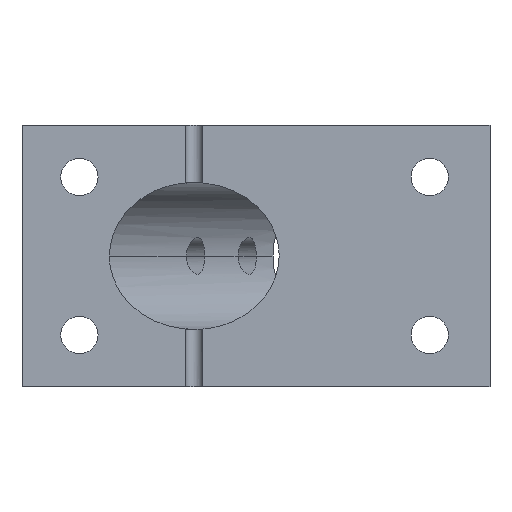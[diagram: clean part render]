
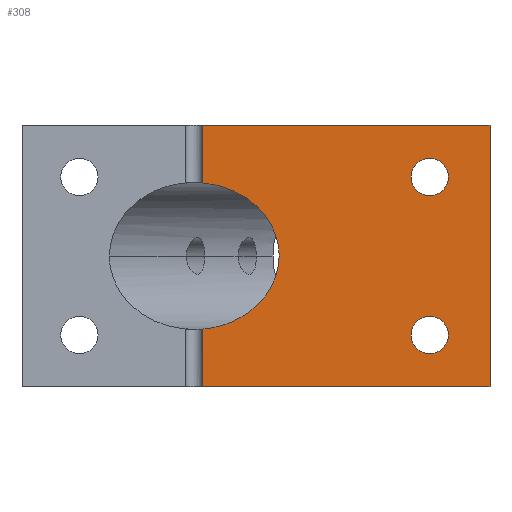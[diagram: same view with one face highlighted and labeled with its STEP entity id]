
A CAD part, front view. The second image highlights one B-rep face of the part: STEP entity #308.
In plain terms, the highlighted planar face has unit normal (0, -1, 0).
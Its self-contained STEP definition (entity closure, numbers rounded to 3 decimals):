
#22 = FACE_BOUND ( 'NONE', #1627, .T. ) ;
#25 = AXIS2_PLACEMENT_3D ( 'NONE', #666, #658, #675 ) ;
#37 = VECTOR ( 'NONE', #887, 1000. ) ;
#59 = AXIS2_PLACEMENT_3D ( 'NONE', #969, #1150, #961 ) ;
#61 = FACE_BOUND ( 'NONE', #1628, .T. ) ;
#79 = AXIS2_PLACEMENT_3D ( 'NONE', #627, #635, #454 ) ;
#87 = AXIS2_PLACEMENT_3D ( 'NONE', #893, #957, #955 ) ;
#142 = VECTOR ( 'NONE', #424, 1000. ) ;
#154 = VECTOR ( 'NONE', #821, 1000. ) ;
#157 = VECTOR ( 'NONE', #1510, 1000. ) ;
#158 = FACE_OUTER_BOUND ( 'NONE', #1625, .T. ) ;
#161 = VECTOR ( 'NONE', #377, 1000. ) ;
#171 = AXIS2_PLACEMENT_3D ( 'NONE', #622, #621, #620 ) ;
#211 =( BOUNDED_CURVE ( )  B_SPLINE_CURVE ( 3, ( #1135, #1098, #1054, #1128 ),
 .UNSPECIFIED., .F., .T. ) 
 B_SPLINE_CURVE_WITH_KNOTS ( ( 4, 4 ),
 ( 0., 1.469 ),
 .UNSPECIFIED. ) 
 CURVE ( )  GEOMETRIC_REPRESENTATION_ITEM ( )  RATIONAL_B_SPLINE_CURVE ( ( 1., 0.828, 0.828, 1. ) ) 
 REPRESENTATION_ITEM ( '' )  );
#213 =( BOUNDED_CURVE ( )  B_SPLINE_CURVE ( 3, ( #1039, #1034, #994, #911 ),
 .UNSPECIFIED., .F., .F. ) 
 B_SPLINE_CURVE_WITH_KNOTS ( ( 4, 4 ),
 ( 4.814, 6.283 ),
 .UNSPECIFIED. ) 
 CURVE ( )  GEOMETRIC_REPRESENTATION_ITEM ( )  RATIONAL_B_SPLINE_CURVE ( ( 1., 0.828, 0.828, 1. ) ) 
 REPRESENTATION_ITEM ( '' )  );
#229 = EDGE_CURVE ( 'NONE', #1535, #1585, #1511, .T. ) ;
#248 = EDGE_CURVE ( 'NONE', #1518, #1475, #213, .T. ) ;
#258 = EDGE_CURVE ( 'NONE', #1475, #1485, #211, .T. ) ;
#263 = EDGE_CURVE ( 'NONE', #1462, #1596, #1343, .T. ) ;
#264 = EDGE_CURVE ( 'NONE', #1473, #1469, #1347, .T. ) ;
#266 = EDGE_CURVE ( 'NONE', #1479, #1535, #818, .T. ) ;
#302 = EDGE_CURVE ( 'NONE', #1478, #1518, #819, .T. ) ;
#308 = ADVANCED_FACE ( 'NONE', ( #158, #22, #61 ), #677, .F. ) ;
#339 = EDGE_CURVE ( 'NONE', #1596, #1462, #1330, .T. ) ;
#347 = EDGE_CURVE ( 'NONE', #1478, #1479, #407, .T. ) ;
#355 = EDGE_CURVE ( 'NONE', #1485, #1585, #380, .T. ) ;
#364 = EDGE_CURVE ( 'NONE', #1469, #1473, #1378, .T. ) ;
#377 = DIRECTION ( 'NONE',  ( 0., 0., -1. ) ) ;
#380 = LINE ( 'NONE', #383, #161 ) ;
#383 = CARTESIAN_POINT ( 'NONE',  ( 31.5, 0., -30. ) ) ;
#407 = LINE ( 'NONE', #460, #142 ) ;
#424 = DIRECTION ( 'NONE',  ( 1., 0., 0. ) ) ;
#454 = DIRECTION ( 'NONE',  ( 0., 0., 1. ) ) ;
#460 = CARTESIAN_POINT ( 'NONE',  ( 81.5, 0., 22.75 ) ) ;
#562 = CARTESIAN_POINT ( 'NONE',  ( 71., 0., 17. ) ) ;
#573 = CARTESIAN_POINT ( 'NONE',  ( 31.5, 0., -22.75 ) ) ;
#582 = CARTESIAN_POINT ( 'NONE',  ( 81.5, 0., -22.75 ) ) ;
#585 = CARTESIAN_POINT ( 'NONE',  ( 31.5, 0., 12.734 ) ) ;
#589 = CARTESIAN_POINT ( 'NONE',  ( 31.5, 0., -12.734 ) ) ;
#595 = CARTESIAN_POINT ( 'NONE',  ( 81.5, 0., 22.75 ) ) ;
#596 = CARTESIAN_POINT ( 'NONE',  ( 31.5, 0., 22.75 ) ) ;
#599 = CARTESIAN_POINT ( 'NONE',  ( 44.78, 0., 0. ) ) ;
#601 = CARTESIAN_POINT ( 'NONE',  ( 71., 0., -10.5 ) ) ;
#605 = CARTESIAN_POINT ( 'NONE',  ( 71., 0., -17. ) ) ;
#612 = CARTESIAN_POINT ( 'NONE',  ( 71., 0., 10.5 ) ) ;
#620 = DIRECTION ( 'NONE',  ( 0., 0., 1. ) ) ;
#621 = DIRECTION ( 'NONE',  ( 0., 1., 0. ) ) ;
#622 = CARTESIAN_POINT ( 'NONE',  ( 71., 0., -13.75 ) ) ;
#627 = CARTESIAN_POINT ( 'NONE',  ( 71., 0., 13.75 ) ) ;
#635 = DIRECTION ( 'NONE',  ( 0., 1., 0. ) ) ;
#658 = DIRECTION ( 'NONE',  ( 0., 1., 0. ) ) ;
#666 = CARTESIAN_POINT ( 'NONE',  ( 0., 0., -17.5 ) ) ;
#675 = DIRECTION ( 'NONE',  ( 0., 0., 1. ) ) ;
#677 = PLANE ( 'NONE',  #25 ) ;
#818 = LINE ( 'NONE', #820, #154 ) ;
#819 = LINE ( 'NONE', #888, #37 ) ;
#820 = CARTESIAN_POINT ( 'NONE',  ( 81.5, 0., -22.75 ) ) ;
#821 = DIRECTION ( 'NONE',  ( 0., 0., -1. ) ) ;
#887 = DIRECTION ( 'NONE',  ( 0., 0., -1. ) ) ;
#888 = CARTESIAN_POINT ( 'NONE',  ( 31.5, 0., -30. ) ) ;
#893 = CARTESIAN_POINT ( 'NONE',  ( 71., 0., -13.75 ) ) ;
#911 = CARTESIAN_POINT ( 'NONE',  ( 44.78, 0., 0. ) ) ;
#955 = DIRECTION ( 'NONE',  ( 0., 0., 1. ) ) ;
#957 = DIRECTION ( 'NONE',  ( 0., 1., 0. ) ) ;
#961 = DIRECTION ( 'NONE',  ( 0., 0., 1. ) ) ;
#969 = CARTESIAN_POINT ( 'NONE',  ( 71., 0., 13.75 ) ) ;
#994 = CARTESIAN_POINT ( 'NONE',  ( 44.78, 0., 6.907 ) ) ;
#1034 = CARTESIAN_POINT ( 'NONE',  ( 39.434, 0., 12.033 ) ) ;
#1039 = CARTESIAN_POINT ( 'NONE',  ( 31.5, 0., 12.734 ) ) ;
#1054 = CARTESIAN_POINT ( 'NONE',  ( 39.434, 0., -12.033 ) ) ;
#1098 = CARTESIAN_POINT ( 'NONE',  ( 44.78, 0., -6.907 ) ) ;
#1128 = CARTESIAN_POINT ( 'NONE',  ( 31.5, 0., -12.734 ) ) ;
#1135 = CARTESIAN_POINT ( 'NONE',  ( 44.78, 0., 0. ) ) ;
#1150 = DIRECTION ( 'NONE',  ( 0., 1., 0. ) ) ;
#1330 = CIRCLE ( 'NONE', #79, 3.25 ) ;
#1343 = CIRCLE ( 'NONE', #59, 3.25 ) ;
#1347 = CIRCLE ( 'NONE', #87, 3.25 ) ;
#1378 = CIRCLE ( 'NONE', #171, 3.25 ) ;
#1426 = ORIENTED_EDGE ( 'NONE', *, *, #339, .T. ) ;
#1427 = ORIENTED_EDGE ( 'NONE', *, *, #263, .T. ) ;
#1428 = ORIENTED_EDGE ( 'NONE', *, *, #264, .T. ) ;
#1429 = ORIENTED_EDGE ( 'NONE', *, *, #364, .T. ) ;
#1430 = ORIENTED_EDGE ( 'NONE', *, *, #266, .F. ) ;
#1462 = VERTEX_POINT ( 'NONE', #612 ) ;
#1469 = VERTEX_POINT ( 'NONE', #605 ) ;
#1473 = VERTEX_POINT ( 'NONE', #601 ) ;
#1475 = VERTEX_POINT ( 'NONE', #599 ) ;
#1478 = VERTEX_POINT ( 'NONE', #596 ) ;
#1479 = VERTEX_POINT ( 'NONE', #595 ) ;
#1485 = VERTEX_POINT ( 'NONE', #589 ) ;
#1510 = DIRECTION ( 'NONE',  ( -1., 0., 0. ) ) ;
#1511 = LINE ( 'NONE', #1532, #157 ) ;
#1514 = ORIENTED_EDGE ( 'NONE', *, *, #258, .T. ) ;
#1518 = VERTEX_POINT ( 'NONE', #585 ) ;
#1524 = ORIENTED_EDGE ( 'NONE', *, *, #347, .F. ) ;
#1532 = CARTESIAN_POINT ( 'NONE',  ( 0., 0., -22.75 ) ) ;
#1535 = VERTEX_POINT ( 'NONE', #582 ) ;
#1536 = ORIENTED_EDGE ( 'NONE', *, *, #302, .T. ) ;
#1538 = ORIENTED_EDGE ( 'NONE', *, *, #248, .T. ) ;
#1540 = ORIENTED_EDGE ( 'NONE', *, *, #355, .T. ) ;
#1565 = ORIENTED_EDGE ( 'NONE', *, *, #229, .F. ) ;
#1585 = VERTEX_POINT ( 'NONE', #573 ) ;
#1596 = VERTEX_POINT ( 'NONE', #562 ) ;
#1625 = EDGE_LOOP ( 'NONE', ( #1524, #1536, #1538, #1514, #1540, #1565, #1430 ) ) ;
#1627 = EDGE_LOOP ( 'NONE', ( #1429, #1428 ) ) ;
#1628 = EDGE_LOOP ( 'NONE', ( #1427, #1426 ) ) ;
